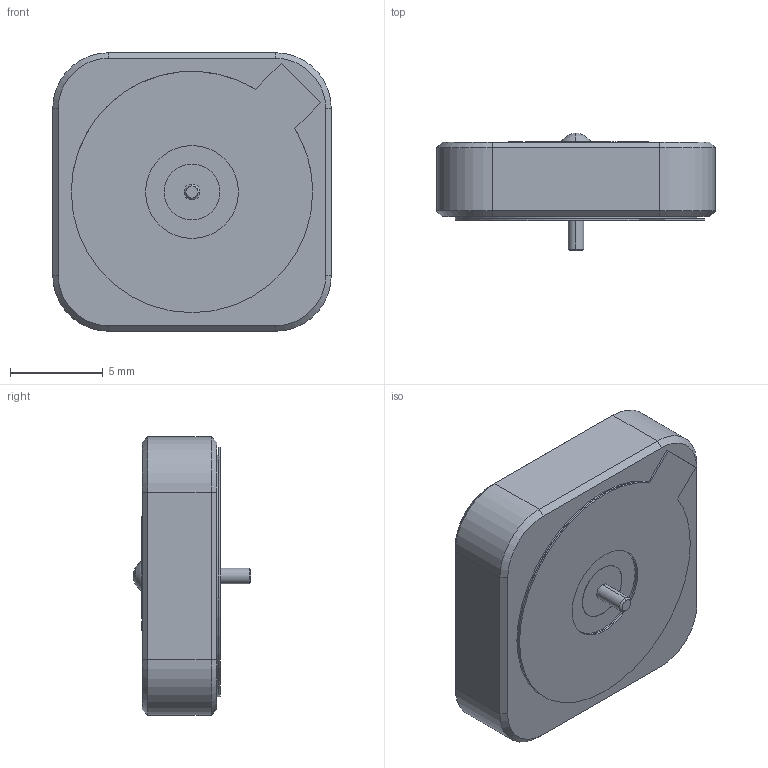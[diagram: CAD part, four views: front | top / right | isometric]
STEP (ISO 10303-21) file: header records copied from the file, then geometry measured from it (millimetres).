
FILE_DESCRIPTION (( 'STEP AP214' ), '1' );
FILE_NAME ('GP.1575.15.4.B.02.STEP', '2019-06-04T12:16:36', ( '' ), ( '' ), 'SwSTEP 2.0', 'SolidWorks 2017', '' );
FILE_SCHEMA (( 'AUTOMOTIVE_DESIGN' ));
Length unit declared in the file: millimetre
Products named in the file (3): GP.1575.15.4.B.02; GP.1575.15.4.B.02_Adhesive; GP.1575.15.4.B.02_Patch
Assembly tree (2 placements, depth 2):
  GP.1575.15.4.B.02
    GP.1575.15.4.B.02_Patch
    GP.1575.15.4.B.02_Adhesive
Bounding box: 15 x 6.35 x 15 mm (x, y, z)
Volume: 889.6 mm3; surface area: 1117.6 mm2
Topology: 4 solids, 4 shells, 228 faces, 573 edges, 375 vertices
Faces by surface type: plane 136, bspline 55, cylinder 25, cone 10, torus 2
Entity records: 9109 total; most frequent: CARTESIAN_POINT 3834, ORIENTED_EDGE 1142, DIRECTION 881, EDGE_CURVE 571, LINE 397, VECTOR 397, VERTEX_POINT 375, EDGE_LOOP 256
